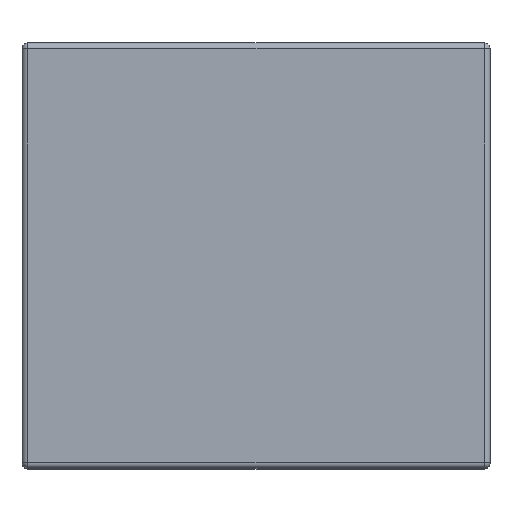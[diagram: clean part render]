
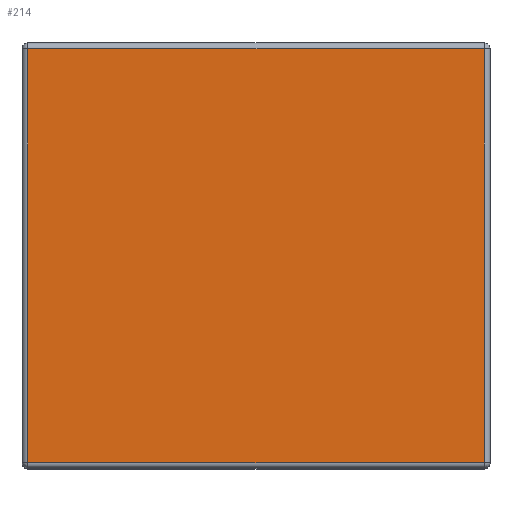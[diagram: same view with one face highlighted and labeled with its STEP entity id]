
A CAD part, top view. The second image highlights one B-rep face of the part: STEP entity #214.
In plain terms, the highlighted planar face has unit normal (0, 0, 1).
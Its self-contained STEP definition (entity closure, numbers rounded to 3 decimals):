
#175 = CARTESIAN_POINT ( 'NONE',  ( -3.218, 2.918, 4.7 ) ) ;
#176 = VERTEX_POINT ( 'NONE', #175 ) ;
#177 = CARTESIAN_POINT ( 'NONE',  ( -3.218, -2.918, 4.7 ) ) ;
#178 = VERTEX_POINT ( 'NONE', #177 ) ;
#179 = CARTESIAN_POINT ( 'NONE',  ( -3.218, 0., 4.7 ) ) ;
#180 = DIRECTION ( 'NONE',  ( 0., -1., 0. ) ) ;
#181 = VECTOR ( 'NONE', #180, 1000. ) ;
#182 = LINE ( 'NONE', #179, #181 ) ;
#183 = EDGE_CURVE ( 'NONE', #176, #178, #182, .T. ) ;
#184 = ORIENTED_EDGE ( 'NONE', *, *, #183, .T. ) ;
#185 = CARTESIAN_POINT ( 'NONE',  ( 3.218, -2.918, 4.7 ) ) ;
#186 = VERTEX_POINT ( 'NONE', #185 ) ;
#187 = CARTESIAN_POINT ( 'NONE',  ( 0., -2.918, 4.7 ) ) ;
#188 = DIRECTION ( 'NONE',  ( 1., 0., 0. ) ) ;
#189 = VECTOR ( 'NONE', #188, 1000. ) ;
#190 = LINE ( 'NONE', #187, #189 ) ;
#191 = EDGE_CURVE ( 'NONE', #178, #186, #190, .T. ) ;
#192 = ORIENTED_EDGE ( 'NONE', *, *, #191, .T. ) ;
#193 = CARTESIAN_POINT ( 'NONE',  ( 3.218, 2.918, 4.7 ) ) ;
#194 = VERTEX_POINT ( 'NONE', #193 ) ;
#195 = CARTESIAN_POINT ( 'NONE',  ( 3.218, 0., 4.7 ) ) ;
#196 = DIRECTION ( 'NONE',  ( 0., 1., 0. ) ) ;
#197 = VECTOR ( 'NONE', #196, 1000. ) ;
#198 = LINE ( 'NONE', #195, #197 ) ;
#199 = EDGE_CURVE ( 'NONE', #186, #194, #198, .T. ) ;
#200 = ORIENTED_EDGE ( 'NONE', *, *, #199, .T. ) ;
#201 = CARTESIAN_POINT ( 'NONE',  ( 0., 2.918, 4.7 ) ) ;
#202 = DIRECTION ( 'NONE',  ( -1., 0., 0. ) ) ;
#203 = VECTOR ( 'NONE', #202, 1000. ) ;
#204 = LINE ( 'NONE', #201, #203 ) ;
#205 = EDGE_CURVE ( 'NONE', #194, #176, #204, .T. ) ;
#206 = ORIENTED_EDGE ( 'NONE', *, *, #205, .T. ) ;
#207 = EDGE_LOOP ( 'NONE', ( #184, #192, #200, #206 ) ) ;
#208 = FACE_OUTER_BOUND ( 'NONE', #207, .T. ) ;
#209 = CARTESIAN_POINT ( 'NONE',  ( 0., 0., 4.7 ) ) ;
#210 = DIRECTION ( 'NONE',  ( 0., 0., -1. ) ) ;
#211 = DIRECTION ( 'NONE',  ( 0., 1., 0. ) ) ;
#212 = AXIS2_PLACEMENT_3D ( 'NONE', #209, #210, #211 ) ;
#213 = PLANE ( 'NONE', #212 ) ;
#214 = ADVANCED_FACE ( 'NONE', ( #208 ), #213, .F. ) ;
